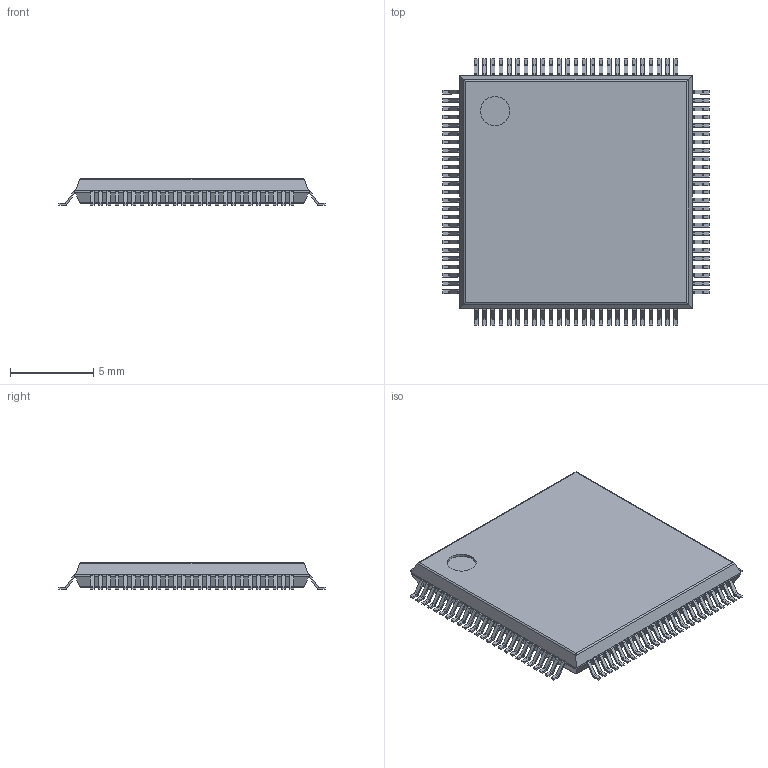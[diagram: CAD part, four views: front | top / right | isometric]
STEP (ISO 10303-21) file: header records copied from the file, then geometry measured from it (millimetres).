
FILE_DESCRIPTION(('CAx-IF Rec.Pracs.---Model Styling and Organization---1.5---2016-08-15','CAx-IF Rec.Pracs.---Geometric and Assembly Validation Properties---4.4---2016-08-17','CAx-IF Rec.Pracs.---User Defined Attributes---1.5---2016-08-15','CAx-IF Rec.Pracs.---External References---2.1---2005-01-19'),'2;1');
FILE_NAME('546988.1.2.step','2023-03-21T09:31:31',('Unspecified'),('Unspecified'),'CAD Exchanger 3.8.1 (cadexchanger.com)','Unspecified','');
FILE_SCHEMA(('AUTOMOTIVE_DESIGN { 1 0 10303 214 1 1 1 1 }'));
Length unit declared in the file: millimetre
Products named in the file (4): ASSEMBLY; Body; PinsArrayLR; PinsArrayTB
Assembly tree (3 placements, depth 2):
  ASSEMBLY
    Body
    PinsArrayLR
    PinsArrayTB
Bounding box: 16 x 16 x 1.6 mm (x, y, z)
Volume: 286.2 mm3; surface area: 545 mm2
Topology: 101 solids, 101 shells, 1324 faces, 3347 edges, 2226 vertices
Faces by surface type: plane 1015, cylinder 309
Full cylindrical faces by diameter (mm): 1.75 x1
Entity records: 40149 total; most frequent: CARTESIAN_POINT 6898, ORIENTED_EDGE 6694, DIRECTION 6607, EDGE_CURVE 3347, LINE 2737, VECTOR 2737, VERTEX_POINT 2226, AXIS2_PLACEMENT_3D 1935
